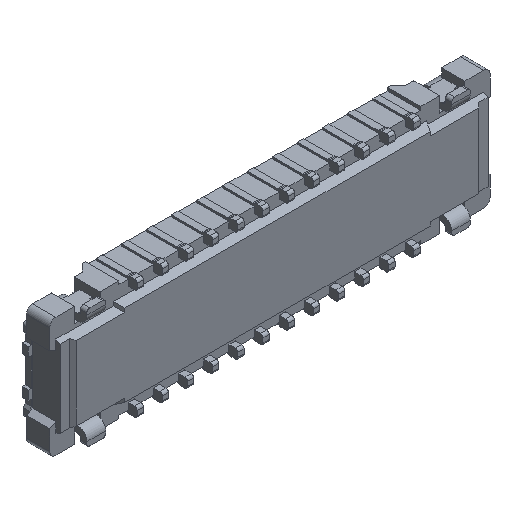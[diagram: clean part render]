
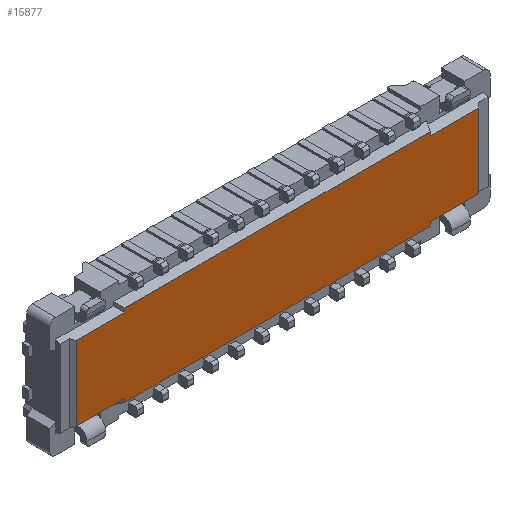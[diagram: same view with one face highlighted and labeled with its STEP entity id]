
A CAD part, isometric view. The second image highlights one B-rep face of the part: STEP entity #15877.
In plain terms, the highlighted planar face has unit normal (0, -1, 0).
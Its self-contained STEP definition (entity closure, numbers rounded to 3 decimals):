
#1=DIRECTION('',(-1.,0.,0.));
#2=VECTOR('',#1,0.77);
#3=CARTESIAN_POINT('',(-2.43,0.,0.59));
#4=LINE('',#3,#2);
#5=DIRECTION('',(0.,0.,-1.));
#6=VECTOR('',#5,0.06);
#7=CARTESIAN_POINT('',(-2.43,0.,0.65));
#8=LINE('',#7,#6);
#9=DIRECTION('',(-1.,0.,0.));
#10=VECTOR('',#9,4.86);
#11=CARTESIAN_POINT('',(2.43,0.,0.65));
#12=LINE('',#11,#10);
#13=DIRECTION('',(0.,0.,1.));
#14=VECTOR('',#13,0.06);
#15=CARTESIAN_POINT('',(2.43,0.,0.59));
#16=LINE('',#15,#14);
#17=DIRECTION('',(-1.,0.,0.));
#18=VECTOR('',#17,0.77);
#19=CARTESIAN_POINT('',(3.2,0.,0.59));
#20=LINE('',#19,#18);
#21=DIRECTION('',(0.,0.,-1.));
#22=VECTOR('',#21,1.18);
#23=CARTESIAN_POINT('',(3.2,0.,0.59));
#24=LINE('',#23,#22);
#25=DIRECTION('',(1.,0.,0.));
#26=VECTOR('',#25,0.77);
#27=CARTESIAN_POINT('',(2.43,0.,-0.59));
#28=LINE('',#27,#26);
#29=DIRECTION('',(0.,0.,1.));
#30=VECTOR('',#29,0.06);
#31=CARTESIAN_POINT('',(2.43,0.,-0.65));
#32=LINE('',#31,#30);
#33=DIRECTION('',(1.,0.,0.));
#34=VECTOR('',#33,4.86);
#35=CARTESIAN_POINT('',(-2.43,0.,-0.65));
#36=LINE('',#35,#34);
#37=DIRECTION('',(0.,0.,-1.));
#38=VECTOR('',#37,0.06);
#39=CARTESIAN_POINT('',(-2.43,0.,-0.59));
#40=LINE('',#39,#38);
#41=DIRECTION('',(1.,0.,0.));
#42=VECTOR('',#41,0.77);
#43=CARTESIAN_POINT('',(-3.2,0.,-0.59));
#44=LINE('',#43,#42);
#45=DIRECTION('',(0.,0.,-1.));
#46=VECTOR('',#45,1.18);
#47=CARTESIAN_POINT('',(-3.2,0.,0.59));
#48=LINE('',#47,#46);
#12328=CARTESIAN_POINT('',(-2.43,0.,-0.65));
#12330=VERTEX_POINT('',#12328);
#12332=CARTESIAN_POINT('',(2.43,0.,-0.59));
#12334=VERTEX_POINT('',#12332);
#12532=CARTESIAN_POINT('',(-2.43,0.,0.59));
#12533=CARTESIAN_POINT('',(-3.2,0.,0.59));
#12534=VERTEX_POINT('',#12532);
#12535=VERTEX_POINT('',#12533);
#12538=CARTESIAN_POINT('',(-2.43,0.,0.65));
#12539=VERTEX_POINT('',#12538);
#12542=CARTESIAN_POINT('',(2.43,0.,0.65));
#12543=VERTEX_POINT('',#12542);
#12546=CARTESIAN_POINT('',(2.43,0.,0.59));
#12547=VERTEX_POINT('',#12546);
#12548=CARTESIAN_POINT('',(3.2,0.,0.59));
#12549=VERTEX_POINT('',#12548);
#12554=CARTESIAN_POINT('',(3.2,0.,-0.59));
#12555=VERTEX_POINT('',#12554);
#12558=CARTESIAN_POINT('',(2.43,0.,-0.65));
#12559=VERTEX_POINT('',#12558);
#12560=CARTESIAN_POINT('',(-2.43,0.,-0.59));
#12561=VERTEX_POINT('',#12560);
#12562=CARTESIAN_POINT('',(-3.2,0.,-0.59));
#12563=VERTEX_POINT('',#12562);
#15846=CARTESIAN_POINT('',(0.,0.,0.));
#15847=DIRECTION('',(0.,1.,0.));
#15848=DIRECTION('',(1.,0.,0.));
#15849=AXIS2_PLACEMENT_3D('',#15846,#15847,#15848);
#15850=PLANE('',#15849);
#15852=ORIENTED_EDGE('',*,*,#15851,.F.);
#15854=ORIENTED_EDGE('',*,*,#15853,.F.);
#15856=ORIENTED_EDGE('',*,*,#15855,.F.);
#15858=ORIENTED_EDGE('',*,*,#15857,.F.);
#15860=ORIENTED_EDGE('',*,*,#15859,.F.);
#15862=ORIENTED_EDGE('',*,*,#15861,.T.);
#15864=ORIENTED_EDGE('',*,*,#15863,.F.);
#15866=ORIENTED_EDGE('',*,*,#15865,.F.);
#15868=ORIENTED_EDGE('',*,*,#15867,.F.);
#15870=ORIENTED_EDGE('',*,*,#15869,.F.);
#15872=ORIENTED_EDGE('',*,*,#15871,.F.);
#15874=ORIENTED_EDGE('',*,*,#15873,.F.);
#15875=EDGE_LOOP('',(#15852,#15854,#15856,#15858,#15860,#15862,#15864,#15866,
#15868,#15870,#15872,#15874));
#15876=FACE_OUTER_BOUND('',#15875,.F.);
#15877=ADVANCED_FACE('',(#15876),#15850,.F.);
#15851=EDGE_CURVE('',#12534,#12535,#4,.T.);
#15853=EDGE_CURVE('',#12539,#12534,#8,.T.);
#15855=EDGE_CURVE('',#12543,#12539,#12,.T.);
#15857=EDGE_CURVE('',#12547,#12543,#16,.T.);
#15859=EDGE_CURVE('',#12549,#12547,#20,.T.);
#15861=EDGE_CURVE('',#12549,#12555,#24,.T.);
#15863=EDGE_CURVE('',#12334,#12555,#28,.T.);
#15865=EDGE_CURVE('',#12559,#12334,#32,.T.);
#15867=EDGE_CURVE('',#12330,#12559,#36,.T.);
#15869=EDGE_CURVE('',#12561,#12330,#40,.T.);
#15871=EDGE_CURVE('',#12563,#12561,#44,.T.);
#15873=EDGE_CURVE('',#12535,#12563,#48,.T.);
